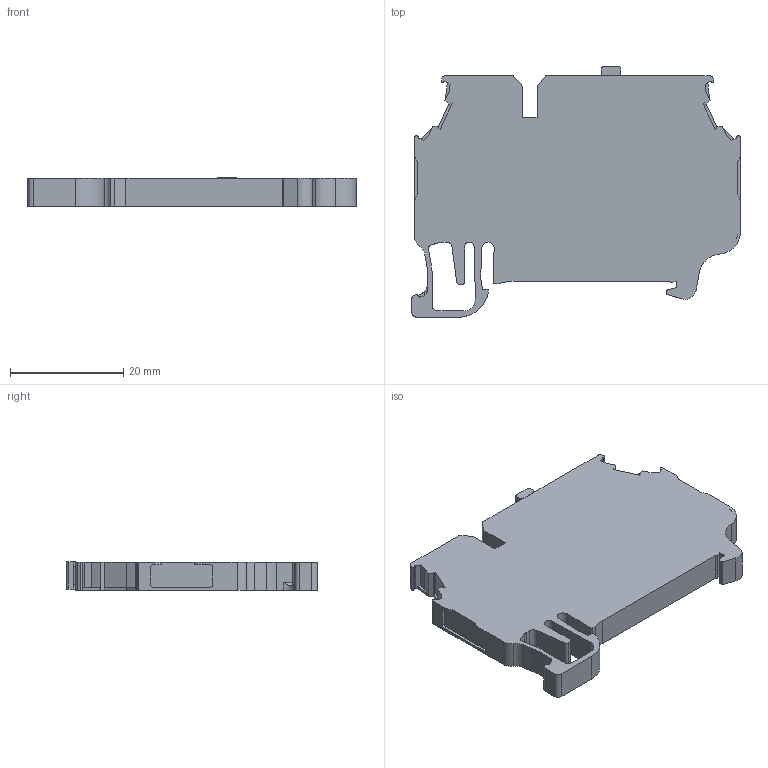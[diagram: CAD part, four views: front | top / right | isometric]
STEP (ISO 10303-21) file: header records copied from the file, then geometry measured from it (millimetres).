
FILE_DESCRIPTION (( 'STEP AP214' ), '1' );
FILE_NAME ('304419_AVK 2,5 A_Grey.STP', '2014-10-08T14:01:43', ( '' ), ( '' ), 'SwSTEP 2.0', 'SolidWorks 2014', '' );
FILE_SCHEMA (( 'AUTOMOTIVE_DESIGN' ));
Length unit declared in the file: millimetre
Products named in the file (1): 304419_AVK 2,5 A_Grey
Bounding box: 58.05 x 44.25 x 5 mm (x, y, z)
Volume: 9325.1 mm3; surface area: 5356.9 mm2
Topology: 1 solids, 1 shells, 241 faces, 711 edges, 470 vertices
Faces by surface type: plane 145, cylinder 95, cone 1
Entity records: 10576 total; most frequent: CARTESIAN_POINT 1446, ORIENTED_EDGE 1422, DIRECTION 1377, EDGE_CURVE 711, VECTOR 519, LINE 519, VERTEX_POINT 470, AXIS2_PLACEMENT_3D 429
